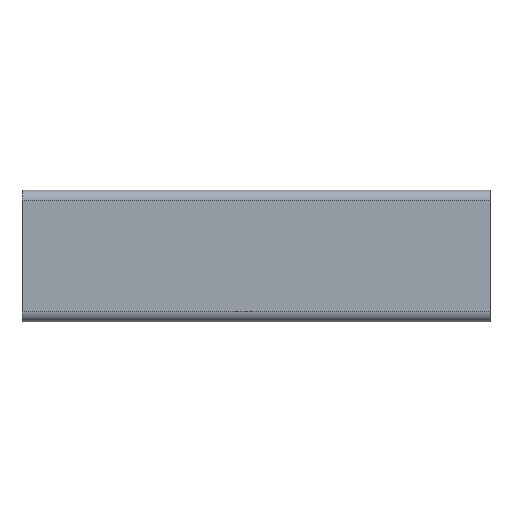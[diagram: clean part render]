
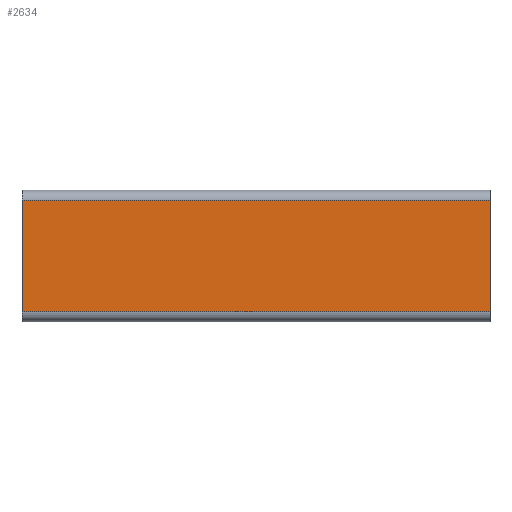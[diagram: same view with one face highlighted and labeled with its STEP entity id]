
A CAD part, front view. The second image highlights one B-rep face of the part: STEP entity #2634.
In plain terms, the highlighted planar face has unit normal (0, -1, 0).
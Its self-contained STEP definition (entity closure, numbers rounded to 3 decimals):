
#334=DIRECTION('',(0.,0.,1.));
#335=VECTOR('',#334,37.6);
#336=CARTESIAN_POINT('',(79.,0.,-18.8));
#337=LINE('',#336,#335);
#348=DIRECTION('',(0.,0.,-1.));
#349=VECTOR('',#348,37.6);
#350=CARTESIAN_POINT('',(-79.,0.,18.8));
#351=LINE('',#350,#349);
#391=DIRECTION('',(-1.,0.,0.));
#392=VECTOR('',#391,158.);
#393=CARTESIAN_POINT('',(79.,0.,-18.8));
#394=LINE('',#393,#392);
#1348=DIRECTION('',(1.,0.,0.));
#1349=VECTOR('',#1348,158.);
#1350=CARTESIAN_POINT('',(-79.,0.,18.8));
#1351=LINE('',#1350,#1349);
#2287=CARTESIAN_POINT('',(79.,0.,18.8));
#2288=VERTEX_POINT('',#2287);
#2289=CARTESIAN_POINT('',(-79.,0.,18.8));
#2290=VERTEX_POINT('',#2289);
#2303=CARTESIAN_POINT('',(-79.,0.,-18.8));
#2304=VERTEX_POINT('',#2303);
#2305=CARTESIAN_POINT('',(79.,0.,-18.8));
#2306=VERTEX_POINT('',#2305);
#2619=CARTESIAN_POINT('',(0.,0.,0.));
#2620=DIRECTION('',(0.,1.,0.));
#2621=DIRECTION('',(1.,0.,0.));
#2622=AXIS2_PLACEMENT_3D('',#2619,#2620,#2621);
#2623=PLANE('',#2622);
#2625=ORIENTED_EDGE('',*,*,#2624,.F.);
#2627=ORIENTED_EDGE('',*,*,#2626,.T.);
#2629=ORIENTED_EDGE('',*,*,#2628,.F.);
#2631=ORIENTED_EDGE('',*,*,#2630,.T.);
#2632=EDGE_LOOP('',(#2625,#2627,#2629,#2631));
#2633=FACE_OUTER_BOUND('',#2632,.F.);
#2624=EDGE_CURVE('',#2306,#2288,#337,.T.);
#2626=EDGE_CURVE('',#2306,#2304,#394,.T.);
#2628=EDGE_CURVE('',#2290,#2304,#351,.T.);
#2630=EDGE_CURVE('',#2290,#2288,#1351,.T.);
#2634=ADVANCED_FACE('',(#2633),#2623,.F.);
